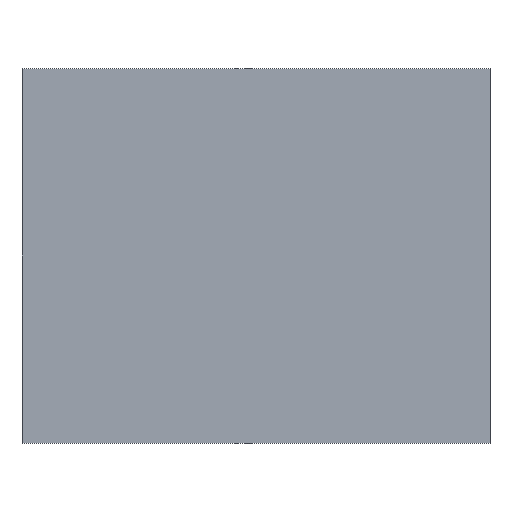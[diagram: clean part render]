
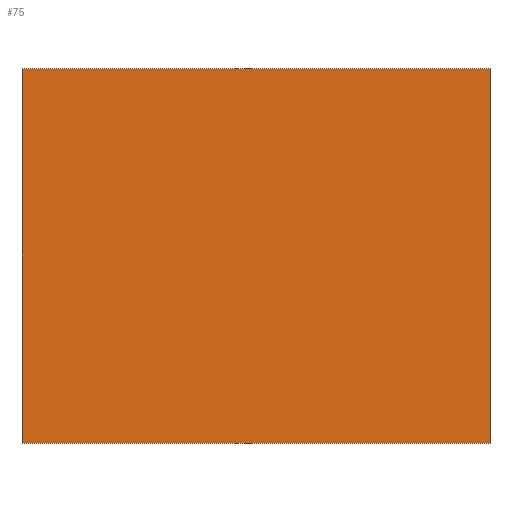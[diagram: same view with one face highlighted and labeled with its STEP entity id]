
A CAD part, front view. The second image highlights one B-rep face of the part: STEP entity #75.
In plain terms, the highlighted planar face has unit normal (0, -1, 0).
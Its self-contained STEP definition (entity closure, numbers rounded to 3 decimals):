
#75 = ADVANCED_FACE( '', ( #90 ), #91, .F. );
#90 = FACE_OUTER_BOUND( '', #120, .T. );
#91 = PLANE( '', #121 );
#120 = EDGE_LOOP( '', ( #150, #151, #152, #153 ) );
#121 = AXIS2_PLACEMENT_3D( '', #154, #155, #156 );
#150 = ORIENTED_EDGE( '', *, *, #264, .T. );
#151 = ORIENTED_EDGE( '', *, *, #265, .F. );
#152 = ORIENTED_EDGE( '', *, *, #266, .F. );
#153 = ORIENTED_EDGE( '', *, *, #267, .T. );
#154 = CARTESIAN_POINT( '', ( 100., -80., 80. ) );
#155 = DIRECTION( '', ( 0., 1., 0. ) );
#156 = DIRECTION( '', ( 0., 0., 1. ) );
#264 = EDGE_CURVE( '', #300, #301, #302, .T. );
#265 = EDGE_CURVE( '', #303, #301, #304, .T. );
#266 = EDGE_CURVE( '', #305, #303, #306, .T. );
#267 = EDGE_CURVE( '', #305, #300, #307, .T. );
#300 = VERTEX_POINT( '', #360 );
#301 = VERTEX_POINT( '', #361 );
#302 = LINE( '', #362, #363 );
#303 = VERTEX_POINT( '', #364 );
#304 = LINE( '', #365, #366 );
#305 = VERTEX_POINT( '', #367 );
#306 = LINE( '', #368, #369 );
#307 = LINE( '', #370, #371 );
#360 = CARTESIAN_POINT( '', ( -100., -80., 80. ) );
#361 = CARTESIAN_POINT( '', ( -100., -80., -80. ) );
#362 = CARTESIAN_POINT( '', ( -100., -80., 80. ) );
#363 = VECTOR( '', #448, 1000. );
#364 = CARTESIAN_POINT( '', ( 100., -80., -80. ) );
#365 = CARTESIAN_POINT( '', ( 100., -80., -80. ) );
#366 = VECTOR( '', #449, 1000. );
#367 = CARTESIAN_POINT( '', ( 100., -80., 80. ) );
#368 = CARTESIAN_POINT( '', ( 100., -80., 80. ) );
#369 = VECTOR( '', #450, 1000. );
#370 = CARTESIAN_POINT( '', ( 100., -80., 80. ) );
#371 = VECTOR( '', #451, 1000. );
#448 = DIRECTION( '', ( 0., 0., -1. ) );
#449 = DIRECTION( '', ( -1., 0., 0. ) );
#450 = DIRECTION( '', ( 0., 0., -1. ) );
#451 = DIRECTION( '', ( -1., 0., 0. ) );
